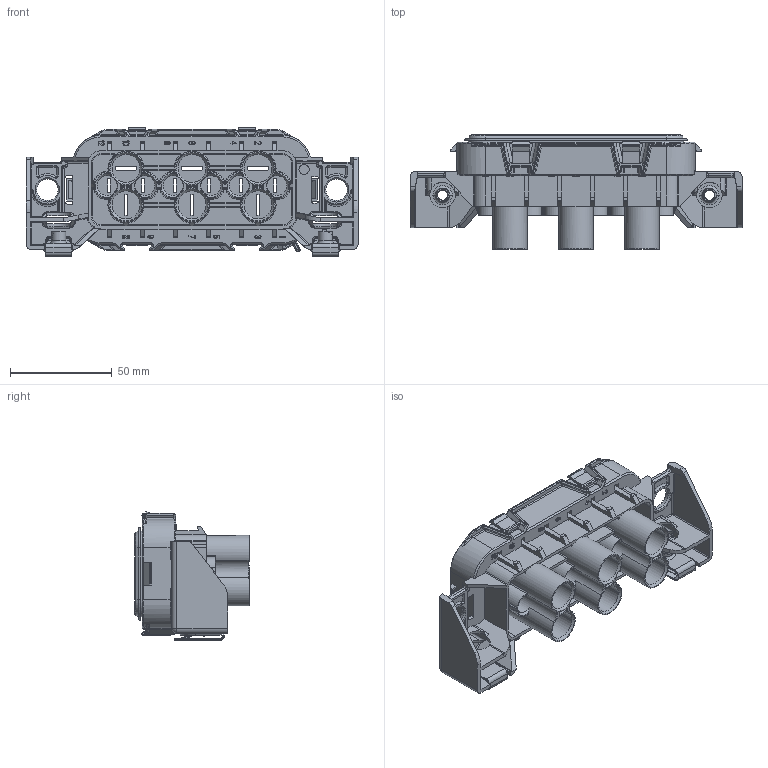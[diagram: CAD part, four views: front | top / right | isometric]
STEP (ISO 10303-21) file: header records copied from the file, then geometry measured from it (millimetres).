
FILE_DESCRIPTION((''),'2;1');
FILE_NAME('SC42-2032E-A001_NCF_ASM','2025-04-09T13:19:59',('20077268'),(''),'CREO PARAMETRIC BY PTC INC, 2024014','CREO PARAMETRIC BY PTC INC, 2024014','');
FILE_SCHEMA(('CONFIG_CONTROL_DESIGN'));
Products named in the file (7): C26-1012-2E_SALES_NCF; C14-1013_INSTALLED_NCF; PDM-RS_INSTALLED_NCF_ASM; PDM-R4E01_NCF_ASM; C02-1012-M_NCF; PDM-TMC_NCF_ASM; SC42-2032E-A001_NCF_ASM
Assembly tree (7 placements, depth 4):
  SC42-2032E-A001_NCF_ASM
    PDM-R4E01_NCF_ASM
      C26-1012-2E_SALES_NCF
      PDM-RS_INSTALLED_NCF_ASM
        C14-1013_INSTALLED_NCF
    PDM-TMC_NCF_ASM  x2
      C02-1012-M_NCF
Bounding box: 163 x 56 x 63.16 mm (x, y, z)
Volume: 120491.5 mm3; surface area: 108155.8 mm2
Topology: 4 solids, 4 shells, 3291 faces, 8347 edges, 5106 vertices
Faces by surface type: plane 1448, cylinder 958, torus 232, bspline 218, cone 212, sphere 132, extrusion 91
Entity records: 103450 total; most frequent: CARTESIAN_POINT 28956, ORIENTED_EDGE 15870, DIRECTION 15032, EDGE_CURVE 7935, AXIS2_PLACEMENT_3D 5050, VECTOR 4932, VERTEX_POINT 4870, LINE 4841
